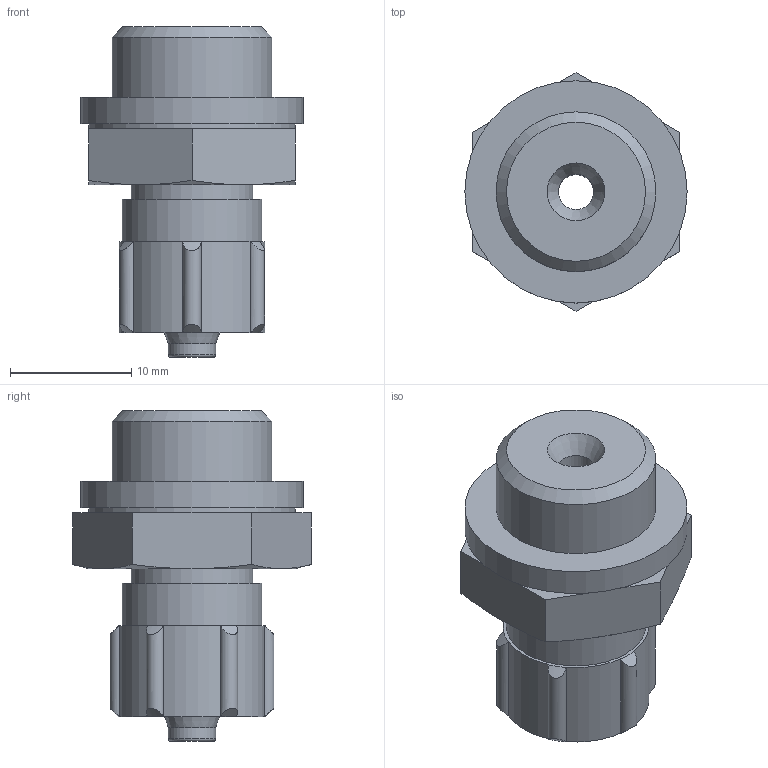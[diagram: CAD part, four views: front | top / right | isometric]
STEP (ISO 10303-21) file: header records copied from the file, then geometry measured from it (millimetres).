
FILE_DESCRIPTION(/* description */ ('STEP AP214'),/* implementation_level */ '2;1');
FILE_NAME(/* name */ '2029_CK-1_4-PK-4',/* time_stamp */ '2024-08-05T17:29:14+02:00',/* author */ ('License CC BY-ND 4.0'),/* organization */ ('CADENAS'),/* preprocessor_version */ 'ST-DEVELOPER v19.3',/* originating_system */ 'PARTsolutions',/* authorisation */ ' ');
FILE_SCHEMA (('AUTOMOTIVE_DESIGN {1 0 10303 214 3 1 1}'));
Length unit declared in the file: millimetre
Products named in the file (1): 2029 CK-1/4-PK-4
Bounding box: 18.3 x 19.63 x 27.2 mm (x, y, z)
Volume: 3597.3 mm3; surface area: 2266.5 mm2
Topology: 1 solids, 1 shells, 67 faces, 155 edges, 97 vertices
Faces by surface type: cone 22, cylinder 22, plane 21, torus 2
Full cylindrical faces by diameter (mm): 2.9 x1, 3.9 x1, 4.8 x1, 6.2 x1, 8.917 x1, 10 x1, 11.5 x1, 13.157 x1, 17 x1, 18.3 x1
Entity records: 2403 total; most frequent: CARTESIAN_POINT 432, DIRECTION 332, ORIENTED_EDGE 274, AXIS2_PLACEMENT_3D 151, EDGE_CURVE 137, VERTEX_POINT 95, EDGE_LOOP 92, FACE_BOUND 92
